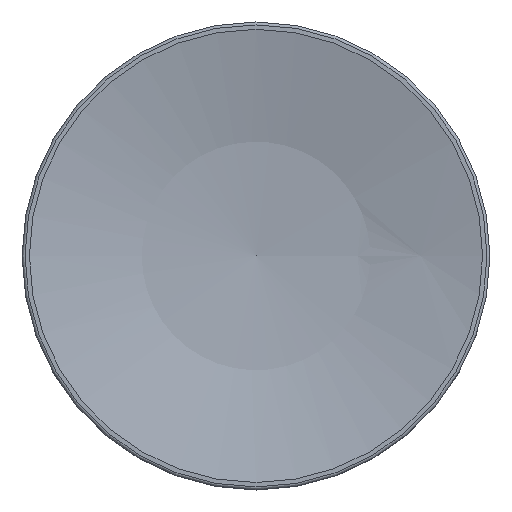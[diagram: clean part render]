
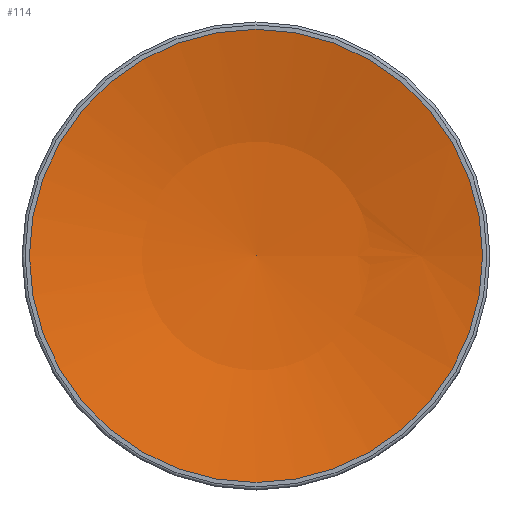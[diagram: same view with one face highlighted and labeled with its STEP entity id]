
A CAD part, top view. The second image highlights one B-rep face of the part: STEP entity #114.
In plain terms, the highlighted spherical face has radius 30.531 mm.
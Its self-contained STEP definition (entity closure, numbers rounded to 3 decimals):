
#114 = ADVANCED_FACE( '', ( #235 ), #236, .F. );
#235 = FACE_OUTER_BOUND( '', #350, .T. );
#236 = SPHERICAL_SURFACE( '', #351, 30.531 );
#350 = EDGE_LOOP( '', ( #571 ) );
#351 = AXIS2_PLACEMENT_3D( '', #572, #573, #574 );
#571 = ORIENTED_EDGE( '', *, *, #665, .T. );
#572 = CARTESIAN_POINT( '', ( 0., 0., 42.531 ) );
#573 = DIRECTION( '', ( 0., 0., 1. ) );
#574 = DIRECTION( '', ( 1., 0., 0. ) );
#665 = EDGE_CURVE( '', #784, #784, #785, .T. );
#784 = VERTEX_POINT( '', #972 );
#785 = CIRCLE( '', #973, 7.75 );
#972 = CARTESIAN_POINT( '', ( 7.75, 0., 13. ) );
#973 = AXIS2_PLACEMENT_3D( '', #1073, #1074, #1075 );
#1073 = CARTESIAN_POINT( '', ( 0., 0., 13. ) );
#1074 = DIRECTION( '', ( 0., 0., 1. ) );
#1075 = DIRECTION( '', ( 1., 0., 0. ) );
